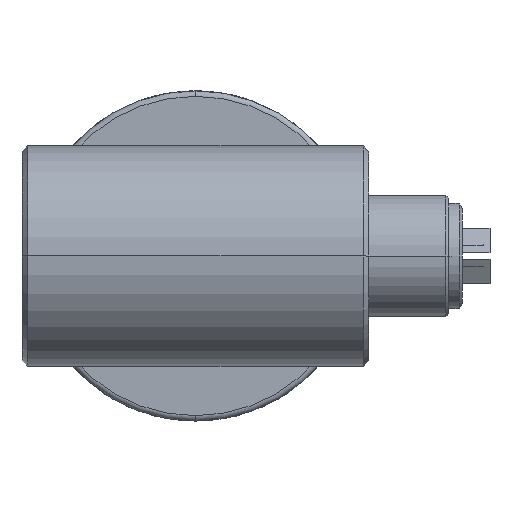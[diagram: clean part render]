
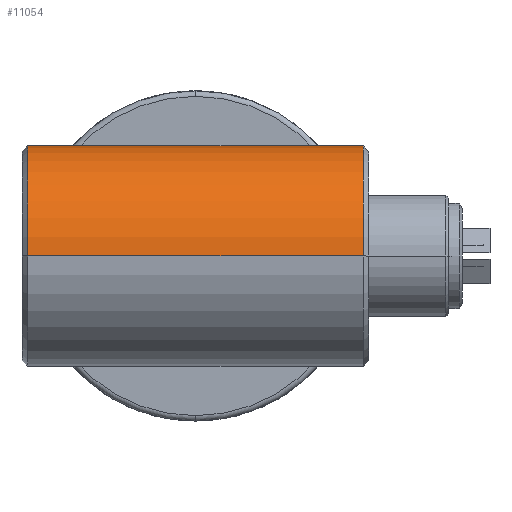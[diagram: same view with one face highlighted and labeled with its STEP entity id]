
A CAD part, left-side view. The second image highlights one B-rep face of the part: STEP entity #11054.
In plain terms, the highlighted cylindrical face has radius 20 mm (diameter 40 mm), a partial arc.
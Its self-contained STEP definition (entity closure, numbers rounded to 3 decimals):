
#381 = AXIS2_PLACEMENT_3D ( 'NONE', #4066, #8558, #7702 ) ;
#730 = ORIENTED_EDGE ( 'NONE', *, *, #5171, .T. ) ;
#978 = VECTOR ( 'NONE', #9765, 1000. ) ;
#1409 = DIRECTION ( 'NONE',  ( 1., 0., 0. ) ) ;
#1484 = DIRECTION ( 'NONE',  ( 1., 0., 0. ) ) ;
#1725 = DIRECTION ( 'NONE',  ( 0., -1., 0. ) ) ;
#1859 = VERTEX_POINT ( 'NONE', #9887 ) ;
#2046 = LINE ( 'NONE', #8367, #2832 ) ;
#2288 = CYLINDRICAL_SURFACE ( 'NONE', #9957, 20. ) ;
#2516 = ORIENTED_EDGE ( 'NONE', *, *, #8018, .F. ) ;
#2832 = VECTOR ( 'NONE', #7531, 1000. ) ;
#2910 = EDGE_LOOP ( 'NONE', ( #8886, #730, #3770, #2516 ) ) ;
#3372 = CARTESIAN_POINT ( 'NONE',  ( 0., 30.5, 0. ) ) ;
#3770 = ORIENTED_EDGE ( 'NONE', *, *, #5325, .F. ) ;
#4066 = CARTESIAN_POINT ( 'NONE',  ( -20., -30.5, 0. ) ) ;
#4591 = CIRCLE ( 'NONE', #381, 20. ) ;
#5171 = EDGE_CURVE ( 'NONE', #11838, #1859, #2046, .T. ) ;
#5325 = EDGE_CURVE ( 'NONE', #8505, #1859, #4591, .T. ) ;
#5936 = LINE ( 'NONE', #9595, #978 ) ;
#5996 = DIRECTION ( 'NONE',  ( 0., -1., 0. ) ) ;
#6987 = CIRCLE ( 'NONE', #10071, 20. ) ;
#7356 = EDGE_CURVE ( 'NONE', #10073, #11838, #6987, .T. ) ;
#7531 = DIRECTION ( 'NONE',  ( 0., -1., 0. ) ) ;
#7656 = CARTESIAN_POINT ( 'NONE',  ( -20., -36.5, 0. ) ) ;
#7702 = DIRECTION ( 'NONE',  ( 1., 0., 0. ) ) ;
#8018 = EDGE_CURVE ( 'NONE', #10073, #8505, #5936, .T. ) ;
#8367 = CARTESIAN_POINT ( 'NONE',  ( -40., -36.5, 0. ) ) ;
#8505 = VERTEX_POINT ( 'NONE', #11606 ) ;
#8558 = DIRECTION ( 'NONE',  ( 0., -1., 0. ) ) ;
#8886 = ORIENTED_EDGE ( 'NONE', *, *, #7356, .T. ) ;
#9595 = CARTESIAN_POINT ( 'NONE',  ( 0., -36.5, 0. ) ) ;
#9762 = CARTESIAN_POINT ( 'NONE',  ( -40., 30.5, 0. ) ) ;
#9765 = DIRECTION ( 'NONE',  ( 0., -1., 0. ) ) ;
#9887 = CARTESIAN_POINT ( 'NONE',  ( -40., -30.5, 0. ) ) ;
#9957 = AXIS2_PLACEMENT_3D ( 'NONE', #7656, #5996, #1409 ) ;
#9971 = CARTESIAN_POINT ( 'NONE',  ( -20., 30.5, 0. ) ) ;
#10071 = AXIS2_PLACEMENT_3D ( 'NONE', #9971, #1725, #1484 ) ;
#10073 = VERTEX_POINT ( 'NONE', #3372 ) ;
#10564 = FACE_OUTER_BOUND ( 'NONE', #2910, .T. ) ;
#11054 = ADVANCED_FACE ( 'NONE', ( #10564 ), #2288, .T. ) ;
#11606 = CARTESIAN_POINT ( 'NONE',  ( 0., -30.5, 0. ) ) ;
#11838 = VERTEX_POINT ( 'NONE', #9762 ) ;
